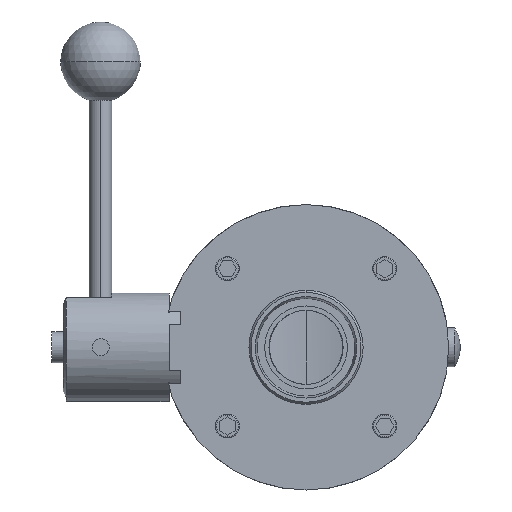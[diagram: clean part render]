
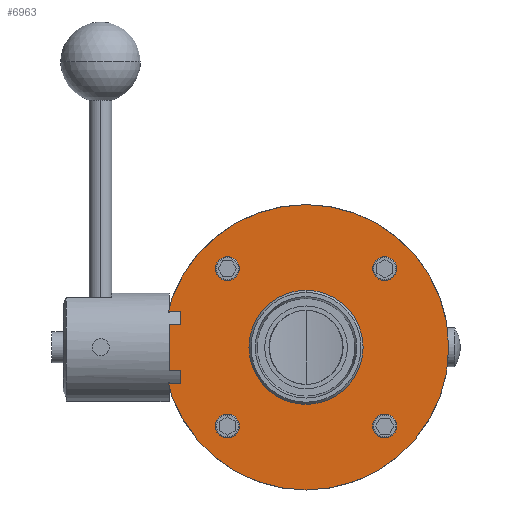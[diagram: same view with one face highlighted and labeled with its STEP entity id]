
A CAD part, left-side view. The second image highlights one B-rep face of the part: STEP entity #6963.
In plain terms, the highlighted planar face has unit normal (-1, 0, 0).
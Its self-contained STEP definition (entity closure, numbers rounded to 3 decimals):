
#38 = EDGE_CURVE ( 'NONE', #3027, #5313, #3538, .T. ) ;
#145 = ORIENTED_EDGE ( 'NONE', *, *, #38, .F. ) ;
#165 = CIRCLE ( 'NONE', #5711, 4.2 ) ;
#167 = VERTEX_POINT ( 'NONE', #6670 ) ;
#243 = ORIENTED_EDGE ( 'NONE', *, *, #3474, .T. ) ;
#304 = DIRECTION ( 'NONE',  ( 0., 0., -1. ) ) ;
#337 = AXIS2_PLACEMENT_3D ( 'NONE', #1587, #3662, #1549 ) ;
#380 = DIRECTION ( 'NONE',  ( 0., 0., -1. ) ) ;
#458 = AXIS2_PLACEMENT_3D ( 'NONE', #1217, #2339, #304 ) ;
#537 = CARTESIAN_POINT ( 'NONE',  ( -14.25, 27.577, 31.777 ) ) ;
#669 = FACE_BOUND ( 'NONE', #5026, .T. ) ;
#711 = CARTESIAN_POINT ( 'NONE',  ( -14.25, 27.577, 23.377 ) ) ;
#883 = CARTESIAN_POINT ( 'NONE',  ( -14.25, 27.577, -31.777 ) ) ;
#919 = EDGE_LOOP ( 'NONE', ( #243, #6366 ) ) ;
#946 = DIRECTION ( 'NONE',  ( -1., 0., 0. ) ) ;
#998 = EDGE_LOOP ( 'NONE', ( #5237, #6987 ) ) ;
#1071 = VERTEX_POINT ( 'NONE', #3683 ) ;
#1127 = CIRCLE ( 'NONE', #4473, 17. ) ;
#1194 = CARTESIAN_POINT ( 'NONE',  ( -14.25, 27.577, 27.577 ) ) ;
#1208 = DIRECTION ( 'NONE',  ( 0., 0., -1. ) ) ;
#1217 = CARTESIAN_POINT ( 'NONE',  ( -14.25, 27.577, -27.577 ) ) ;
#1225 = CARTESIAN_POINT ( 'NONE',  ( -14.25, -27.577, 27.577 ) ) ;
#1325 = EDGE_LOOP ( 'NONE', ( #1354, #5057 ) ) ;
#1354 = ORIENTED_EDGE ( 'NONE', *, *, #3390, .F. ) ;
#1373 = CIRCLE ( 'NONE', #2890, 50. ) ;
#1379 = VERTEX_POINT ( 'NONE', #3931 ) ;
#1389 = VERTEX_POINT ( 'NONE', #4530 ) ;
#1549 = DIRECTION ( 'NONE',  ( 0., 0., 1. ) ) ;
#1567 = AXIS2_PLACEMENT_3D ( 'NONE', #2750, #4929, #2639 ) ;
#1587 = CARTESIAN_POINT ( 'NONE',  ( -14.25, 0., 0. ) ) ;
#1665 = AXIS2_PLACEMENT_3D ( 'NONE', #6672, #3961, #2823 ) ;
#1743 = DIRECTION ( 'NONE',  ( 0., 0., 1. ) ) ;
#1832 = CIRCLE ( 'NONE', #458, 4.2 ) ;
#1856 = CARTESIAN_POINT ( 'NONE',  ( -14.25, 27.577, -27.577 ) ) ;
#1869 = DIRECTION ( 'NONE',  ( -1., 0., 0. ) ) ;
#1978 = EDGE_CURVE ( 'NONE', #2018, #1389, #7090, .T. ) ;
#1984 = DIRECTION ( 'NONE',  ( -1., 0., 0. ) ) ;
#2018 = VERTEX_POINT ( 'NONE', #2879 ) ;
#2073 = DIRECTION ( 'NONE',  ( -1., 0., 0. ) ) ;
#2085 = ORIENTED_EDGE ( 'NONE', *, *, #5151, .F. ) ;
#2124 = FACE_BOUND ( 'NONE', #4354, .T. ) ;
#2297 = CIRCLE ( 'NONE', #6555, 4.2 ) ;
#2339 = DIRECTION ( 'NONE',  ( -1., 0., 0. ) ) ;
#2426 = EDGE_CURVE ( 'NONE', #1071, #1379, #2297, .T. ) ;
#2472 = EDGE_CURVE ( 'NONE', #5142, #5624, #5521, .T. ) ;
#2572 = VERTEX_POINT ( 'NONE', #5643 ) ;
#2639 = DIRECTION ( 'NONE',  ( 0., 0., -1. ) ) ;
#2683 = FACE_BOUND ( 'NONE', #998, .T. ) ;
#2712 = EDGE_CURVE ( 'NONE', #167, #2572, #5754, .T. ) ;
#2750 = CARTESIAN_POINT ( 'NONE',  ( -14.25, 27.577, 27.577 ) ) ;
#2823 = DIRECTION ( 'NONE',  ( 0., 0., 1. ) ) ;
#2852 = DIRECTION ( 'NONE',  ( 0., 0., 1. ) ) ;
#2856 = PLANE ( 'NONE',  #1665 ) ;
#2859 = ORIENTED_EDGE ( 'NONE', *, *, #2472, .F. ) ;
#2879 = CARTESIAN_POINT ( 'NONE',  ( -14.25, -27.577, -23.377 ) ) ;
#2890 = AXIS2_PLACEMENT_3D ( 'NONE', #7134, #7095, #5979 ) ;
#2926 = EDGE_CURVE ( 'NONE', #1379, #1071, #6567, .T. ) ;
#3027 = VERTEX_POINT ( 'NONE', #711 ) ;
#3094 = CIRCLE ( 'NONE', #4927, 4.2 ) ;
#3139 = CARTESIAN_POINT ( 'NONE',  ( -14.25, -27.577, -27.577 ) ) ;
#3197 = CARTESIAN_POINT ( 'NONE',  ( -14.25, -27.577, 27.577 ) ) ;
#3211 = FACE_BOUND ( 'NONE', #4065, .T. ) ;
#3281 = CARTESIAN_POINT ( 'NONE',  ( -14.25, 0., 0. ) ) ;
#3285 = AXIS2_PLACEMENT_3D ( 'NONE', #3139, #946, #380 ) ;
#3362 = FACE_BOUND ( 'NONE', #1325, .T. ) ;
#3390 = EDGE_CURVE ( 'NONE', #6651, #6726, #1832, .T. ) ;
#3474 = EDGE_CURVE ( 'NONE', #2572, #167, #1373, .T. ) ;
#3479 = CARTESIAN_POINT ( 'NONE',  ( -14.25, 0., 17. ) ) ;
#3538 = CIRCLE ( 'NONE', #1567, 4.2 ) ;
#3662 = DIRECTION ( 'NONE',  ( -1., 0., 0. ) ) ;
#3683 = CARTESIAN_POINT ( 'NONE',  ( -14.25, -27.577, 23.377 ) ) ;
#3686 = AXIS2_PLACEMENT_3D ( 'NONE', #1225, #1869, #6753 ) ;
#3919 = CARTESIAN_POINT ( 'NONE',  ( -14.25, 0., 0. ) ) ;
#3931 = CARTESIAN_POINT ( 'NONE',  ( -14.25, -27.577, 31.777 ) ) ;
#3935 = ORIENTED_EDGE ( 'NONE', *, *, #2426, .F. ) ;
#3961 = DIRECTION ( 'NONE',  ( 1., 0., 0. ) ) ;
#3992 = DIRECTION ( 'NONE',  ( -1., 0., 0. ) ) ;
#4065 = EDGE_LOOP ( 'NONE', ( #5600, #3935 ) ) ;
#4212 = AXIS2_PLACEMENT_3D ( 'NONE', #1194, #6655, #5675 ) ;
#4264 = DIRECTION ( 'NONE',  ( 0., 0., -1. ) ) ;
#4279 = DIRECTION ( 'NONE',  ( 0., 0., -1. ) ) ;
#4348 = EDGE_CURVE ( 'NONE', #5624, #5142, #1127, .T. ) ;
#4354 = EDGE_LOOP ( 'NONE', ( #2085, #145 ) ) ;
#4364 = AXIS2_PLACEMENT_3D ( 'NONE', #3919, #4957, #1743 ) ;
#4466 = FACE_OUTER_BOUND ( 'NONE', #919, .T. ) ;
#4473 = AXIS2_PLACEMENT_3D ( 'NONE', #3281, #6057, #2852 ) ;
#4528 = EDGE_CURVE ( 'NONE', #6726, #6651, #3094, .T. ) ;
#4530 = CARTESIAN_POINT ( 'NONE',  ( -14.25, -27.577, -31.777 ) ) ;
#4605 = CARTESIAN_POINT ( 'NONE',  ( -14.25, 27.577, -23.377 ) ) ;
#4927 = AXIS2_PLACEMENT_3D ( 'NONE', #1856, #3992, #1208 ) ;
#4929 = DIRECTION ( 'NONE',  ( -1., 0., 0. ) ) ;
#4957 = DIRECTION ( 'NONE',  ( -1., 0., 0. ) ) ;
#5026 = EDGE_LOOP ( 'NONE', ( #2859, #6217 ) ) ;
#5057 = ORIENTED_EDGE ( 'NONE', *, *, #4528, .F. ) ;
#5142 = VERTEX_POINT ( 'NONE', #3479 ) ;
#5151 = EDGE_CURVE ( 'NONE', #5313, #3027, #7102, .T. ) ;
#5237 = ORIENTED_EDGE ( 'NONE', *, *, #1978, .F. ) ;
#5313 = VERTEX_POINT ( 'NONE', #537 ) ;
#5521 = CIRCLE ( 'NONE', #4364, 17. ) ;
#5600 = ORIENTED_EDGE ( 'NONE', *, *, #2926, .F. ) ;
#5624 = VERTEX_POINT ( 'NONE', #6511 ) ;
#5643 = CARTESIAN_POINT ( 'NONE',  ( -14.25, 0., 50. ) ) ;
#5675 = DIRECTION ( 'NONE',  ( 0., 0., -1. ) ) ;
#5711 = AXIS2_PLACEMENT_3D ( 'NONE', #5747, #1984, #4264 ) ;
#5747 = CARTESIAN_POINT ( 'NONE',  ( -14.25, -27.577, -27.577 ) ) ;
#5754 = CIRCLE ( 'NONE', #337, 50. ) ;
#5979 = DIRECTION ( 'NONE',  ( 0., 0., 1. ) ) ;
#6057 = DIRECTION ( 'NONE',  ( -1., 0., 0. ) ) ;
#6217 = ORIENTED_EDGE ( 'NONE', *, *, #4348, .F. ) ;
#6351 = EDGE_CURVE ( 'NONE', #1389, #2018, #165, .T. ) ;
#6366 = ORIENTED_EDGE ( 'NONE', *, *, #2712, .T. ) ;
#6511 = CARTESIAN_POINT ( 'NONE',  ( -14.25, 0., -17. ) ) ;
#6555 = AXIS2_PLACEMENT_3D ( 'NONE', #3197, #2073, #4279 ) ;
#6567 = CIRCLE ( 'NONE', #3686, 4.2 ) ;
#6651 = VERTEX_POINT ( 'NONE', #4605 ) ;
#6655 = DIRECTION ( 'NONE',  ( -1., 0., 0. ) ) ;
#6670 = CARTESIAN_POINT ( 'NONE',  ( -14.25, 0., -50. ) ) ;
#6672 = CARTESIAN_POINT ( 'NONE',  ( -14.25, 50., 0. ) ) ;
#6726 = VERTEX_POINT ( 'NONE', #883 ) ;
#6753 = DIRECTION ( 'NONE',  ( 0., 0., -1. ) ) ;
#6963 = ADVANCED_FACE ( 'NONE', ( #2124, #3211, #2683, #3362, #4466, #669 ), #2856, .F. ) ;
#6987 = ORIENTED_EDGE ( 'NONE', *, *, #6351, .F. ) ;
#7090 = CIRCLE ( 'NONE', #3285, 4.2 ) ;
#7095 = DIRECTION ( 'NONE',  ( -1., 0., 0. ) ) ;
#7102 = CIRCLE ( 'NONE', #4212, 4.2 ) ;
#7134 = CARTESIAN_POINT ( 'NONE',  ( -14.25, 0., 0. ) ) ;
